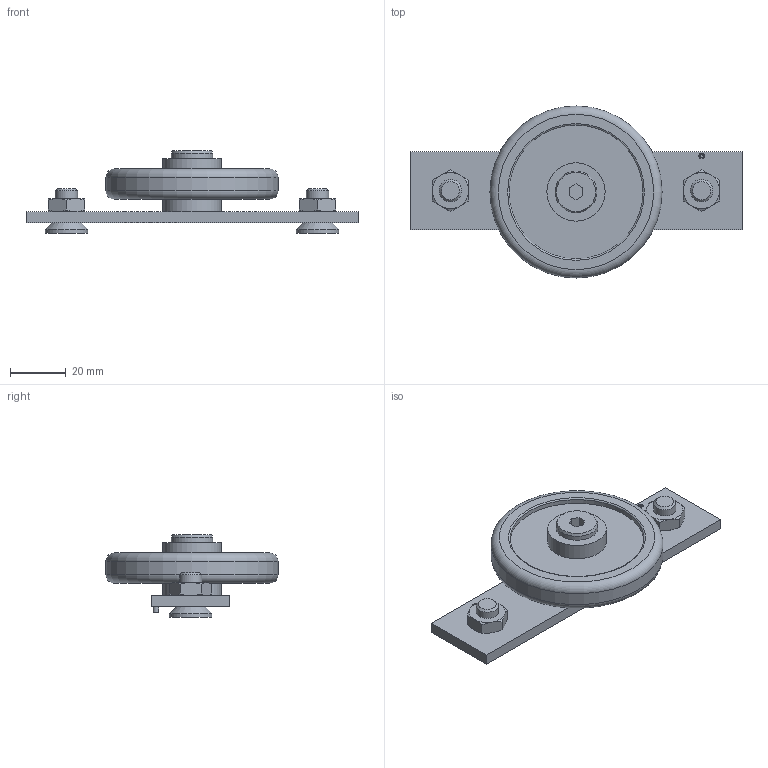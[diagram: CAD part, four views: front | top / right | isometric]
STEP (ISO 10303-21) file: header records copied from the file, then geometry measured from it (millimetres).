
FILE_DESCRIPTION(/* description */ ('STEP AP214'),/* implementation_level */ '2;1');
FILE_NAME(/* name */ '093CA081119S01',/* time_stamp */ '2025-01-22T10:19:33+01:00',/* author */ ('License CC BY-ND 4.0'),/* organization */ ('CADENAS'),/* preprocessor_version */ 'ST-DEVELOPER v19.3',/* originating_system */ 'PARTsolutions',/* authorisation */ ' ');
FILE_SCHEMA (('AUTOMOTIVE_DESIGN {1 0 10303 214 3 1 1}'));
Length unit declared in the file: millimetre
Products named in the file (5): 093CA081119S01; 093CA081119S01_plate; 093CA081119S01_screw; 093CA081119S01_nut; 093CA081119S01_roller
Assembly tree (7 placements, depth 2):
  093CA081119S01
    093CA081119S01_plate
    093CA081119S01_screw  x3
    093CA081119S01_nut  x2
    093CA081119S01_roller
Bounding box: 119 x 61.7 x 29.7 mm (x, y, z)
Volume: 48166.6 mm3; surface area: 20264.9 mm2
Topology: 7 solids, 7 shells, 142 faces, 306 edges, 191 vertices
Faces by surface type: plane 71, cone 34, cylinder 33, torus 4
Full cylindrical faces by diameter (mm): 6.647 x2, 8 x3, 10 x4, 14.9 x1, 15.24 x3, 20.9 x2, 48 x1, 61.7 x1
Entity records: 2693 total; most frequent: CARTESIAN_POINT 446, DIRECTION 392, ORIENTED_EDGE 328, EDGE_CURVE 164, AXIS2_PLACEMENT_3D 158, EDGE_LOOP 124, FACE_BOUND 124, VERTEX_POINT 116
